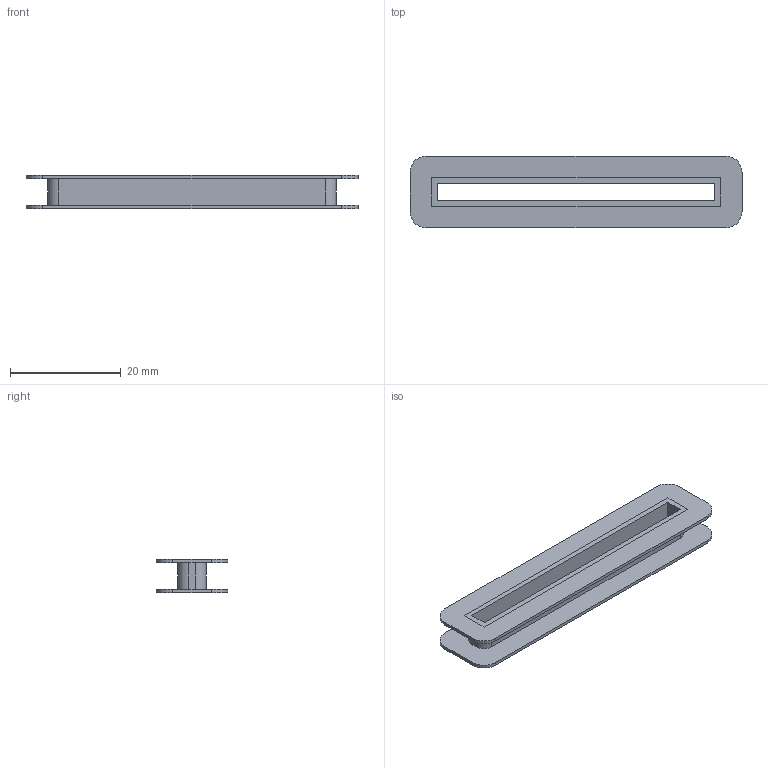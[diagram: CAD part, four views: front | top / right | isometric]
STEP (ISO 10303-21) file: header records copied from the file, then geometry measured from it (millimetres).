
FILE_DESCRIPTION(/* description */ ('VariCAD 2019-2.00 AP-214'),/* implementation_level */ '2;1');
FILE_NAME(/* name */ 'coil_support_v2.stp',/* time_stamp */ '2019-03-10T18:40:00-05:00',/* author */ (''),/* organization */ (''),/* preprocessor_version */ 'VariCAD 2019-2.00',/* originating_system */ 'VariCAD 2019-2.00; kernel version (20180118)',/* authorisation */ '');
FILE_SCHEMA(('AUTOMOTIVE_DESIGN'));
Length unit declared in the file: millimetre
Products named in the file (2): coil_support_v2
Assembly tree (1 placements, depth 2):
  coil_support_v2
    (unnamed)
Bounding box: 60 x 13 x 5.98 mm (x, y, z)
Volume: 1251.7 mm3; surface area: 3589.6 mm2
Topology: 1 solids, 1 shells, 34 faces, 92 edges, 64 vertices
Faces by surface type: plane 22, cylinder 12
Entity records: 1142 total; most frequent: CARTESIAN_POINT 194, DIRECTION 192, ORIENTED_EDGE 184, EDGE_CURVE 92, LINE 68, VECTOR 68, VERTEX_POINT 64, AXIS2_PLACEMENT_3D 62
